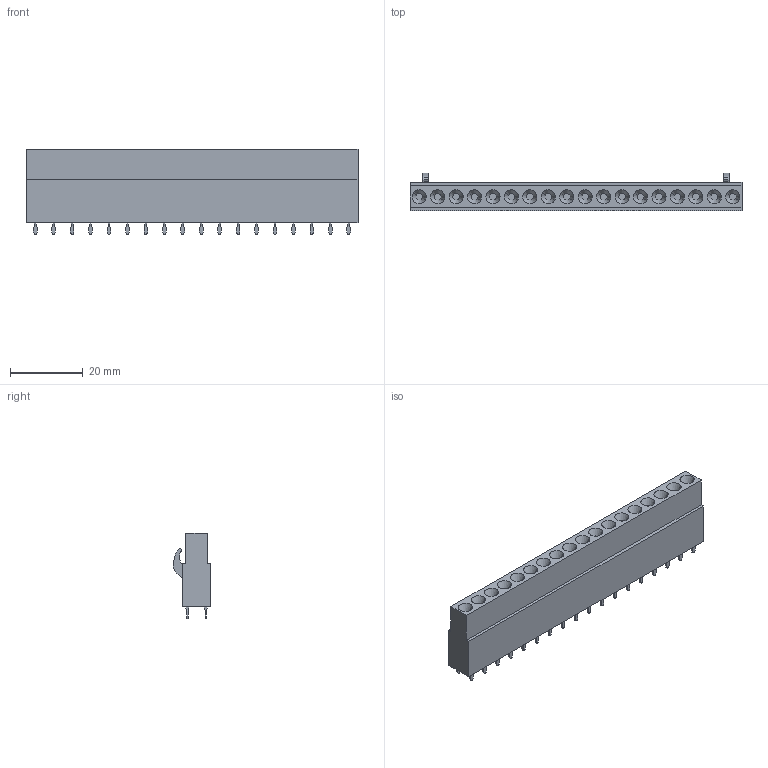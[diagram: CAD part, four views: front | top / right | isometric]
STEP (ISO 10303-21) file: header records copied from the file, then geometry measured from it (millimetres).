
FILE_DESCRIPTION(('CATIA V5 STEP','CAx-IF Rec.Pracs.--- Model Styling and Organization---1.2---2011-12-15'),'2;1');
FILE_NAME ('D1454285_0', '2018-09-01T02:51:42+00:00', ('none'), ('Weidmueller'), 'CATIA Version 5-6 Release 2014', 'CATIA V5 STEP AP214', 'none');
FILE_SCHEMA(('AUTOMOTIVE_DESIGN { 1 0 10303 214 1 1 1 1 }'));
Length unit declared in the file: millimetre
Products named in the file (1): 1648950000
Bounding box: 91.44 x 10.28 x 23.45 mm (x, y, z)
Volume: 12842.6 mm3; surface area: 6117.9 mm2
Topology: 37 solids, 37 shells, 892 faces, 2070 edges, 1308 vertices
Faces by surface type: plane 734, cylinder 122, cone 36
Entity records: 22984 total; most frequent: ORIENTED_EDGE 4140, CARTESIAN_POINT 3968, DIRECTION 3248, EDGE_CURVE 2070, VECTOR 1754, LINE 1754, VERTEX_POINT 1308, EDGE_LOOP 948
